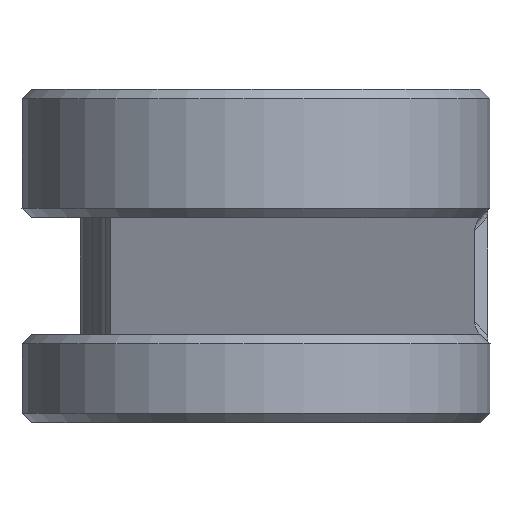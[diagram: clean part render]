
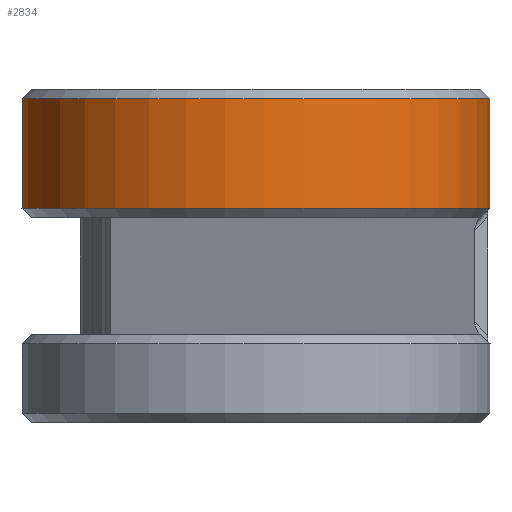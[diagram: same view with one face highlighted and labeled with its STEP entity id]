
A CAD part, left-side view. The second image highlights one B-rep face of the part: STEP entity #2834.
In plain terms, the highlighted free-form (B-spline) face has degree [8, 1] with [9, 2] control points.
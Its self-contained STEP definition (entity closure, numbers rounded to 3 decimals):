
#2567 = VERTEX_POINT('',#2568);
#2568 = CARTESIAN_POINT('',(0.,-6.4,6.25));
#2590 = EDGE_CURVE('',#2567,#2591,#2593,.T.);
#2591 = VERTEX_POINT('',#2592);
#2592 = CARTESIAN_POINT('',(2.705,5.8,6.25
    ));
#2593 = CIRCLE('',#2594,6.4);
#2594 = AXIS2_PLACEMENT_3D('',#2595,#2596,#2597);
#2595 = CARTESIAN_POINT('',(0.,0.,6.25));
#2596 = DIRECTION('',(0.,0.,-1.));
#2597 = DIRECTION('',(0.,-1.,0.));
#2743 = VERTEX_POINT('',#2744);
#2744 = CARTESIAN_POINT('',(2.705,5.8,9.25));
#2766 = EDGE_CURVE('',#2743,#2767,#2769,.T.);
#2767 = VERTEX_POINT('',#2768);
#2768 = CARTESIAN_POINT('',(0.,-6.4,9.25
    ));
#2769 = CIRCLE('',#2770,6.4);
#2770 = AXIS2_PLACEMENT_3D('',#2771,#2772,#2773);
#2771 = CARTESIAN_POINT('',(0.,0.,9.25));
#2772 = DIRECTION('',(0.,0.,1.));
#2773 = DIRECTION('',(0.423,0.906,-0.));
#2823 = EDGE_CURVE('',#2767,#2567,#2824,.T.);
#2824 = LINE('',#2825,#2826);
#2825 = CARTESIAN_POINT('',(0.,-6.4,
    9.25));
#2826 = VECTOR('',#2827,1.);
#2827 = DIRECTION('',(0.,0.,-1.));
#2834 = ADVANCED_FACE('',(#2835),#2846,.T.);
#2835 = FACE_BOUND('',#2836,.T.);
#2836 = EDGE_LOOP('',(#2837,#2838,#2839,#2845));
#2837 = ORIENTED_EDGE('',*,*,#2823,.F.);
#2838 = ORIENTED_EDGE('',*,*,#2766,.F.);
#2839 = ORIENTED_EDGE('',*,*,#2840,.T.);
#2840 = EDGE_CURVE('',#2743,#2591,#2841,.T.);
#2841 = LINE('',#2842,#2843);
#2842 = CARTESIAN_POINT('',(2.705,5.8,9.25
    ));
#2843 = VECTOR('',#2844,1.);
#2844 = DIRECTION('',(0.,0.,-1.));
#2845 = ORIENTED_EDGE('',*,*,#2590,.F.);
#2846 = B_SPLINE_SURFACE_WITH_KNOTS('',8,1,(
    (#2847,#2848)
    ,(#2849,#2850)
    ,(#2851,#2852)
    ,(#2853,#2854)
    ,(#2855,#2856)
    ,(#2857,#2858)
    ,(#2859,#2860)
    ,(#2861,#2862)
    ,(#2863,#2864
    )),.UNSPECIFIED.,.F.,.F.,.F.,(9,9),(2,2),(-1.642,
    2.079),(-9.31,-6.19),
  .PIECEWISE_BEZIER_KNOTS.);
#2847 = CARTESIAN_POINT('',(0.458,-6.384,
    9.31));
#2848 = CARTESIAN_POINT('',(0.458,-6.384,
    6.19));
#2849 = CARTESIAN_POINT('',(-2.512,-6.596,
    9.31));
#2850 = CARTESIAN_POINT('',(-2.512,-6.596,
    6.19));
#2851 = CARTESIAN_POINT('',(-5.594,-5.231,9.31
    ));
#2852 = CARTESIAN_POINT('',(-5.594,-5.231,6.19
    ));
#2853 = CARTESIAN_POINT('',(-7.811,-2.223,
    9.31));
#2854 = CARTESIAN_POINT('',(-7.811,-2.223,
    6.19));
#2855 = CARTESIAN_POINT('',(-8.131,1.805,
    9.31));
#2856 = CARTESIAN_POINT('',(-8.131,1.805,
    6.19));
#2857 = CARTESIAN_POINT('',(-6.14,5.313,9.31
    ));
#2858 = CARTESIAN_POINT('',(-6.14,5.313,6.19
    ));
#2859 = CARTESIAN_POINT('',(-2.859,7.105,
    9.31));
#2860 = CARTESIAN_POINT('',(-2.859,7.105,
    6.19));
#2861 = CARTESIAN_POINT('',(0.511,7.04,9.31
    ));
#2862 = CARTESIAN_POINT('',(0.511,7.04,6.19
    ));
#2863 = CARTESIAN_POINT('',(3.113,5.592,9.31)
  );
#2864 = CARTESIAN_POINT('',(3.113,5.592,6.19)
  );
